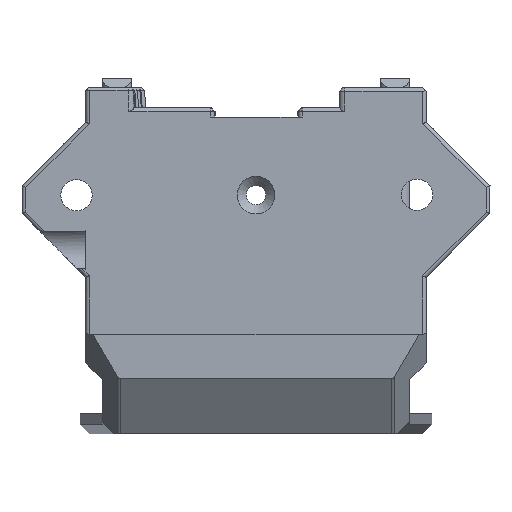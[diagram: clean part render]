
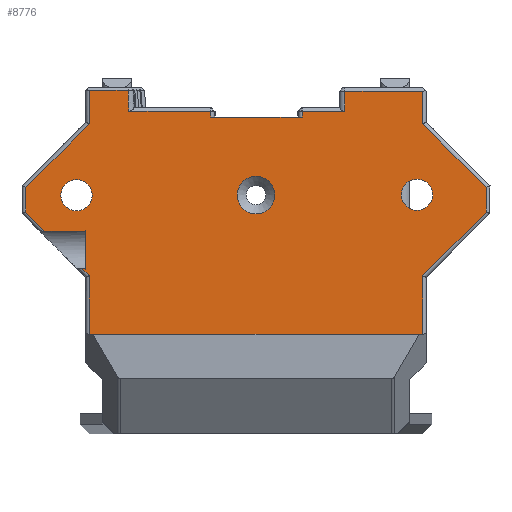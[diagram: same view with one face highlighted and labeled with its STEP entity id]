
A CAD part, front view. The second image highlights one B-rep face of the part: STEP entity #8776.
In plain terms, the highlighted planar face has unit normal (0, -1, 0).
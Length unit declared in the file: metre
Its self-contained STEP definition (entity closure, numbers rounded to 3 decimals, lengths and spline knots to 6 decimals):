
#416=CIRCLE('',#9311,0.002045);
#417=CIRCLE('',#9312,0.035938);
#418=CIRCLE('',#9313,0.0017);
#419=CIRCLE('',#9314,0.0017);
#984=ORIENTED_EDGE('',*,*,#3639,.T.);
#985=ORIENTED_EDGE('',*,*,#3637,.T.);
#986=ORIENTED_EDGE('',*,*,#3638,.T.);
#987=ORIENTED_EDGE('',*,*,#3635,.T.);
#988=ORIENTED_EDGE('',*,*,#3640,.F.);
#989=ORIENTED_EDGE('',*,*,#3641,.F.);
#990=ORIENTED_EDGE('',*,*,#3642,.F.);
#991=ORIENTED_EDGE('',*,*,#3643,.F.);
#992=ORIENTED_EDGE('',*,*,#3644,.F.);
#993=ORIENTED_EDGE('',*,*,#3645,.F.);
#994=ORIENTED_EDGE('',*,*,#3646,.F.);
#995=ORIENTED_EDGE('',*,*,#3647,.F.);
#996=ORIENTED_EDGE('',*,*,#3648,.F.);
#997=ORIENTED_EDGE('',*,*,#3649,.F.);
#998=ORIENTED_EDGE('',*,*,#3650,.F.);
#999=ORIENTED_EDGE('',*,*,#3651,.F.);
#1000=ORIENTED_EDGE('',*,*,#3652,.F.);
#1001=ORIENTED_EDGE('',*,*,#3653,.F.);
#1002=ORIENTED_EDGE('',*,*,#3654,.F.);
#1003=ORIENTED_EDGE('',*,*,#3655,.F.);
#1004=ORIENTED_EDGE('',*,*,#3656,.F.);
#1005=ORIENTED_EDGE('',*,*,#3657,.F.);
#1006=ORIENTED_EDGE('',*,*,#3658,.F.);
#1007=ORIENTED_EDGE('',*,*,#3659,.F.);
#1008=ORIENTED_EDGE('',*,*,#3660,.F.);
#1009=ORIENTED_EDGE('',*,*,#3661,.T.);
#1010=ORIENTED_EDGE('',*,*,#3662,.T.);
#3635=EDGE_CURVE('',#4957,#4956,#5830,.T.);
#3637=EDGE_CURVE('',#4954,#4958,#5831,.T.);
#3638=EDGE_CURVE('',#4958,#4957,#5832,.T.);
#3639=EDGE_CURVE('',#4959,#4959,#416,.F.);
#3640=EDGE_CURVE('',#4960,#4956,#5833,.T.);
#3641=EDGE_CURVE('',#4961,#4960,#5834,.T.);
#3642=EDGE_CURVE('',#4962,#4961,#5835,.T.);
#3643=EDGE_CURVE('',#4963,#4962,#5836,.T.);
#3644=EDGE_CURVE('',#4964,#4963,#5837,.T.);
#3645=EDGE_CURVE('',#4965,#4964,#5838,.T.);
#3646=EDGE_CURVE('',#4966,#4965,#5839,.T.);
#3647=EDGE_CURVE('',#4967,#4966,#5840,.T.);
#3648=EDGE_CURVE('',#4968,#4967,#5841,.T.);
#3649=EDGE_CURVE('',#4969,#4968,#5842,.T.);
#3650=EDGE_CURVE('',#4970,#4969,#5843,.T.);
#3651=EDGE_CURVE('',#4971,#4970,#5844,.T.);
#3652=EDGE_CURVE('',#4972,#4971,#5845,.T.);
#3653=EDGE_CURVE('',#4973,#4972,#5846,.T.);
#3654=EDGE_CURVE('',#4974,#4973,#5847,.T.);
#3655=EDGE_CURVE('',#4975,#4974,#417,.T.);
#3656=EDGE_CURVE('',#4976,#4975,#5848,.T.);
#3657=EDGE_CURVE('',#4977,#4976,#5849,.T.);
#3658=EDGE_CURVE('',#4978,#4977,#5850,.T.);
#3659=EDGE_CURVE('',#4979,#4978,#5851,.T.);
#3660=EDGE_CURVE('',#4954,#4979,#5852,.T.);
#3661=EDGE_CURVE('',#4980,#4980,#418,.T.);
#3662=EDGE_CURVE('',#4981,#4981,#419,.T.);
#4954=VERTEX_POINT('',#13066);
#4956=VERTEX_POINT('',#13074);
#4957=VERTEX_POINT('',#13076);
#4958=VERTEX_POINT('',#13078);
#4959=VERTEX_POINT('',#13084);
#4960=VERTEX_POINT('',#13086);
#4961=VERTEX_POINT('',#13088);
#4962=VERTEX_POINT('',#13090);
#4963=VERTEX_POINT('',#13092);
#4964=VERTEX_POINT('',#13094);
#4965=VERTEX_POINT('',#13096);
#4966=VERTEX_POINT('',#13098);
#4967=VERTEX_POINT('',#13100);
#4968=VERTEX_POINT('',#13102);
#4969=VERTEX_POINT('',#13104);
#4970=VERTEX_POINT('',#13106);
#4971=VERTEX_POINT('',#13108);
#4972=VERTEX_POINT('',#13110);
#4973=VERTEX_POINT('',#13112);
#4974=VERTEX_POINT('',#13114);
#4975=VERTEX_POINT('',#13116);
#4976=VERTEX_POINT('',#13118);
#4977=VERTEX_POINT('',#13120);
#4978=VERTEX_POINT('',#13122);
#4979=VERTEX_POINT('',#13124);
#4980=VERTEX_POINT('',#13127);
#4981=VERTEX_POINT('',#13129);
#5830=LINE('',#13075,#6683);
#5831=LINE('',#13079,#6684);
#5832=LINE('',#13081,#6685);
#5833=LINE('',#13085,#6686);
#5834=LINE('',#13087,#6687);
#5835=LINE('',#13089,#6688);
#5836=LINE('',#13091,#6689);
#5837=LINE('',#13093,#6690);
#5838=LINE('',#13095,#6691);
#5839=LINE('',#13097,#6692);
#5840=LINE('',#13099,#6693);
#5841=LINE('',#13101,#6694);
#5842=LINE('',#13103,#6695);
#5843=LINE('',#13105,#6696);
#5844=LINE('',#13107,#6697);
#5845=LINE('',#13109,#6698);
#5846=LINE('',#13111,#6699);
#5847=LINE('',#13113,#6700);
#5848=LINE('',#13117,#6701);
#5849=LINE('',#13119,#6702);
#5850=LINE('',#13121,#6703);
#5851=LINE('',#13123,#6704);
#5852=LINE('',#13125,#6705);
#6683=VECTOR('',#10335,1.);
#6684=VECTOR('',#10338,1.);
#6685=VECTOR('',#10341,1.);
#6686=VECTOR('',#10346,1.);
#6687=VECTOR('',#10347,1.);
#6688=VECTOR('',#10348,1.);
#6689=VECTOR('',#10349,1.);
#6690=VECTOR('',#10350,1.);
#6691=VECTOR('',#10351,1.);
#6692=VECTOR('',#10352,1.);
#6693=VECTOR('',#10353,1.);
#6694=VECTOR('',#10354,1.);
#6695=VECTOR('',#10355,1.);
#6696=VECTOR('',#10356,1.);
#6697=VECTOR('',#10357,1.);
#6698=VECTOR('',#10358,1.);
#6699=VECTOR('',#10359,1.);
#6700=VECTOR('',#10360,1.);
#6701=VECTOR('',#10363,1.);
#6702=VECTOR('',#10364,1.);
#6703=VECTOR('',#10365,1.);
#6704=VECTOR('',#10366,1.);
#6705=VECTOR('',#10367,1.);
#7416=EDGE_LOOP('',(#984));
#7417=EDGE_LOOP('',(#985,#986,#987,#988,#989,#990,#991,#992,#993,#994,#995,
#996,#997,#998,#999,#1000,#1001,#1002,#1003,#1004,#1005,#1006,#1007,#1008));
#7418=EDGE_LOOP('',(#1009));
#7419=EDGE_LOOP('',(#1010));
#7957=FACE_BOUND('',#7416,.T.);
#7958=FACE_BOUND('',#7417,.T.);
#7959=FACE_BOUND('',#7418,.T.);
#7960=FACE_BOUND('',#7419,.T.);
#8492=PLANE('',#9310);
#8776=ADVANCED_FACE('',(#7957,#7958,#7959,#7960),#8492,.T.);
#9310=AXIS2_PLACEMENT_3D('',#13082,#10342,#10343);
#9311=AXIS2_PLACEMENT_3D('',#13083,#10344,#10345);
#9312=AXIS2_PLACEMENT_3D('',#13115,#10361,#10362);
#9313=AXIS2_PLACEMENT_3D('',#13126,#10368,#10369);
#9314=AXIS2_PLACEMENT_3D('',#13128,#10370,#10371);
#10335=DIRECTION('',(-1.,0.,0.));
#10338=DIRECTION('',(1.,0.,0.));
#10341=DIRECTION('',(0.,0.,-1.));
#10342=DIRECTION('',(0.,-1.,0.));
#10343=DIRECTION('',(-1.,0.,0.));
#10344=DIRECTION('',(0.,-1.,0.));
#10345=DIRECTION('',(0.,0.,-1.));
#10346=DIRECTION('',(-0.707,0.,0.707));
#10347=DIRECTION('',(0.,0.,1.));
#10348=DIRECTION('',(-1.,0.,0.));
#10349=DIRECTION('',(0.,0.,-1.));
#10350=DIRECTION('',(-0.707,0.,-0.707));
#10351=DIRECTION('',(0.,0.,-1.));
#10352=DIRECTION('',(0.707,0.,-0.707));
#10353=DIRECTION('',(0.,0.,-1.));
#10354=DIRECTION('',(1.,0.,0.));
#10355=DIRECTION('',(0.,0.,1.));
#10356=DIRECTION('',(1.,0.,0.));
#10357=DIRECTION('',(0.,0.,1.));
#10358=DIRECTION('',(1.,0.,0.));
#10359=DIRECTION('',(0.,0.,-1.));
#10360=DIRECTION('',(1.,0.,0.));
#10361=DIRECTION('',(0.,-1.,0.));
#10362=DIRECTION('',(1.,0.,0.));
#10363=DIRECTION('',(1.,0.,0.));
#10364=DIRECTION('',(0.,0.,1.));
#10365=DIRECTION('',(0.707,0.,0.707));
#10366=DIRECTION('',(0.,0.,1.));
#10367=DIRECTION('',(-0.707,0.,0.707));
#10368=DIRECTION('',(0.,1.,0.));
#10369=DIRECTION('',(1.,0.,0.));
#10370=DIRECTION('',(0.,1.,0.));
#10371=DIRECTION('',(1.,0.,0.));
#13066=CARTESIAN_POINT('',(-0.31792,-0.025035,0.022004));
#13074=CARTESIAN_POINT('',(-0.313923,-0.025035,0.018008));
#13075=CARTESIAN_POINT('',(-0.313484,-0.025035,0.018008));
#13076=CARTESIAN_POINT('',(-0.313484,-0.025035,0.018008));
#13078=CARTESIAN_POINT('',(-0.313484,-0.025035,0.022004));
#13079=CARTESIAN_POINT('',(-0.313484,-0.025035,0.022004));
#13081=CARTESIAN_POINT('',(-0.313484,-0.025035,0.0032));
#13082=CARTESIAN_POINT('',(-0.281484,-0.025035,0.0032));
#13083=CARTESIAN_POINT('',(-0.294984,-0.025035,0.025923));
#13084=CARTESIAN_POINT('',(-0.294984,-0.025035,0.023878));
#13085=CARTESIAN_POINT('',(-0.30296,-0.025035,0.007045));
#13086=CARTESIAN_POINT('',(-0.313084,-0.025035,0.017169));
#13087=CARTESIAN_POINT('',(-0.313084,-0.025035,0.0032));
#13088=CARTESIAN_POINT('',(-0.313084,-0.025035,0.0108));
#13089=CARTESIAN_POINT('',(-0.294984,-0.025035,0.0108));
#13090=CARTESIAN_POINT('',(-0.276884,-0.025035,0.0108));
#13091=CARTESIAN_POINT('',(-0.276884,-0.025035,0.0027));
#13092=CARTESIAN_POINT('',(-0.276884,-0.025035,0.017169));
#13093=CARTESIAN_POINT('',(-0.280257,-0.025035,0.013795));
#13094=CARTESIAN_POINT('',(-0.269964,-0.025035,0.024089));
#13095=CARTESIAN_POINT('',(-0.269964,-0.025035,0.020415));
#13096=CARTESIAN_POINT('',(-0.269964,-0.025035,0.026758));
#13097=CARTESIAN_POINT('',(-0.267396,-0.025035,0.02419));
#13098=CARTESIAN_POINT('',(-0.276884,-0.025035,0.033678));
#13099=CARTESIAN_POINT('',(-0.276884,-0.025035,0.0027));
#13100=CARTESIAN_POINT('',(-0.276884,-0.025035,0.0372));
#13101=CARTESIAN_POINT('',(-0.28294,-0.025035,0.0372));
#13102=CARTESIAN_POINT('',(-0.285335,-0.025035,0.0372));
#13103=CARTESIAN_POINT('',(-0.285335,-0.025035,0.019859));
#13104=CARTESIAN_POINT('',(-0.285335,-0.025035,0.03503));
#13105=CARTESIAN_POINT('',(-0.288484,-0.025035,0.03503));
#13106=CARTESIAN_POINT('',(-0.289975,-0.025035,0.03503));
#13107=CARTESIAN_POINT('',(-0.289975,-0.025035,0.020415));
#13108=CARTESIAN_POINT('',(-0.289975,-0.025035,0.0344));
#13109=CARTESIAN_POINT('',(-0.297906,-0.025035,0.0344));
#13110=CARTESIAN_POINT('',(-0.299913,-0.025035,0.0344));
#13111=CARTESIAN_POINT('',(-0.299913,-0.025035,0.020415));
#13112=CARTESIAN_POINT('',(-0.299913,-0.025035,0.03503));
#13113=CARTESIAN_POINT('',(-0.288484,-0.025035,0.03503));
#13114=CARTESIAN_POINT('',(-0.3088,-0.025035,0.03503));
#13115=CARTESIAN_POINT('',(-0.272926,-0.025035,0.037165));
#13116=CARTESIAN_POINT('',(-0.308861,-0.025035,0.0373));
#13117=CARTESIAN_POINT('',(-0.28294,-0.025035,0.0373));
#13118=CARTESIAN_POINT('',(-0.313084,-0.025035,0.0373));
#13119=CARTESIAN_POINT('',(-0.313084,-0.025035,0.0032));
#13120=CARTESIAN_POINT('',(-0.313084,-0.025035,0.033678));
#13121=CARTESIAN_POINT('',(-0.315822,-0.025035,0.03094));
#13122=CARTESIAN_POINT('',(-0.320004,-0.025035,0.026758));
#13123=CARTESIAN_POINT('',(-0.320004,-0.025035,0.020415));
#13124=CARTESIAN_POINT('',(-0.320004,-0.025035,0.024089));
#13125=CARTESIAN_POINT('',(-0.30296,-0.025035,0.007045));
#13126=CARTESIAN_POINT('',(-0.314485,-0.025035,0.025926));
#13127=CARTESIAN_POINT('',(-0.312785,-0.025035,0.025926));
#13128=CARTESIAN_POINT('',(-0.277494,-0.025035,0.025968));
#13129=CARTESIAN_POINT('',(-0.275794,-0.025035,0.025968));
